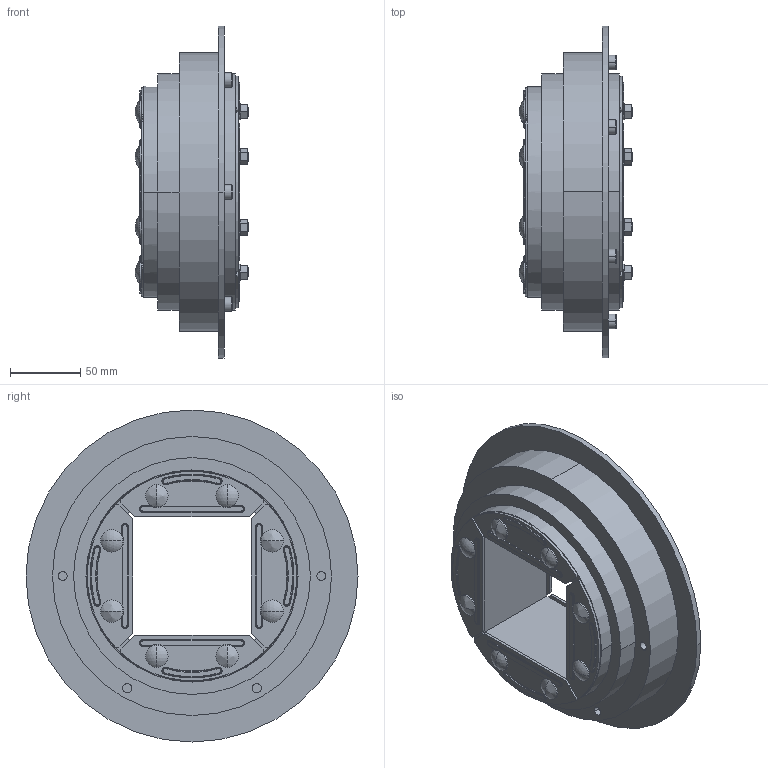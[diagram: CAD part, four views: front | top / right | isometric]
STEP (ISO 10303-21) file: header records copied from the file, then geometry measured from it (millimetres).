
FILE_DESCRIPTION((''),'2;1');
FILE_NAME('RX 150.stp','2004-01-13T13:27:47',('petor'),(''),'Autodesk Inventor 8','Autodesk Inventor 8','');
FILE_SCHEMA(('AUTOMOTIVE_DESIGN { 1 0 10303 214 1 1 1 1 }'));
Length unit declared in the file: millimetre
Products named in the file (3): Assembly6; SLX [Title [Summary]=SLFR-150][Comments [Summary]=Galvanized]; R 150
Assembly tree (2 placements, depth 2):
  Assembly6
    SLX [Title [Summary]=SLFR-150][Comments [Summary]=Galvanized]
    R 150
Bounding box: 80.97 x 236 x 236 mm (x, y, z)
Volume: 1253973.8 mm3; surface area: 206386.5 mm2
Topology: 2 solids, 4 shells, 632 faces, 1524 edges, 948 vertices
Faces by surface type: plane 248, cylinder 212, bspline 84, torus 80, sphere 8
Entity records: 20599 total; most frequent: CARTESIAN_POINT 5381, DIRECTION 3486, ORIENTED_EDGE 3048, EDGE_CURVE 1524, AXIS2_PLACEMENT_3D 1441, VERTEX_POINT 948, CIRCLE 888, EDGE_LOOP 684
